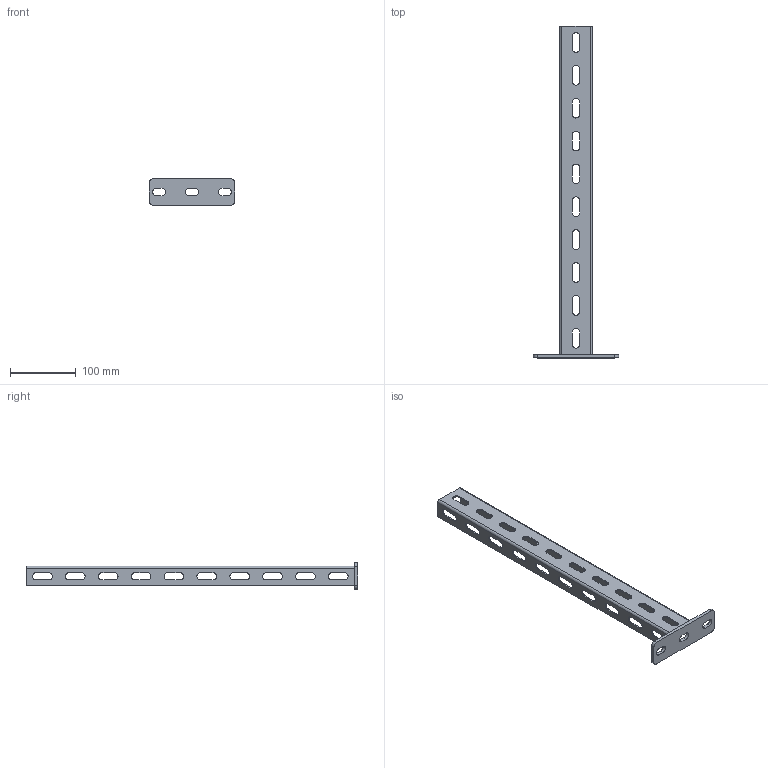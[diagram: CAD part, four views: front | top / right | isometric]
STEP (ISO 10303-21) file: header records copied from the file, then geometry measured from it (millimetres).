
FILE_DESCRIPTION((''),'2;1');
FILE_NAME('6342357_ASM','2012-07-24T',('AndreasKeweloh'),(''),'PRO/ENGINEER BY PARAMETRIC TECHNOLOGY CORPORATION, 2012130','PRO/ENGINEER BY PARAMETRIC TECHNOLOGY CORPORATION, 2012130','');
FILE_SCHEMA(('CONFIG_CONTROL_DESIGN'));
Length unit declared in the file: millimetre
Products named in the file (3): KOPFPLATTE_US3K; 6342308; 6342357_ASM
Assembly tree (2 placements, depth 2):
  6342357_ASM
    KOPFPLATTE_US3K
    6342308
Bounding box: 130 x 505 x 40 mm (x, y, z)
Volume: 108547 mm3; surface area: 103991.7 mm2
Topology: 2 solids, 2 shells, 156 faces, 456 edges, 304 vertices
Faces by surface type: plane 82, cylinder 74
Entity records: 5428 total; most frequent: DIRECTION 926, CARTESIAN_POINT 921, ORIENTED_EDGE 912, EDGE_CURVE 456, AXIS2_PLACEMENT_3D 309, VECTOR 308, LINE 308, VERTEX_POINT 304
